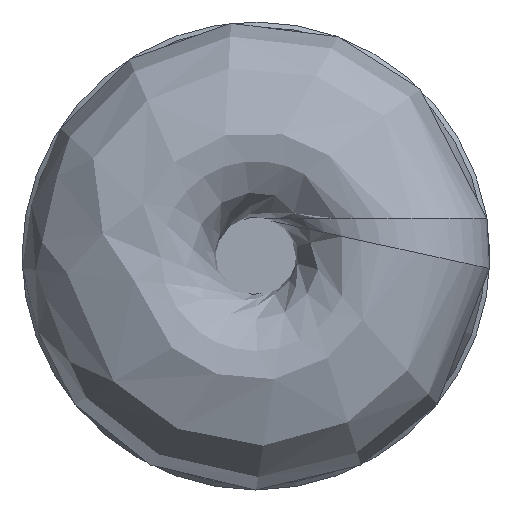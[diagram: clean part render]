
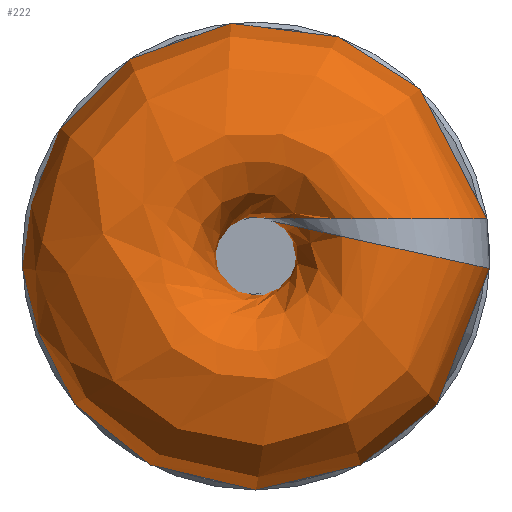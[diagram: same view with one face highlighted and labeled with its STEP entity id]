
A CAD part, left-side view. The second image highlights one B-rep face of the part: STEP entity #222.
In plain terms, the highlighted free-form (B-spline) face has degree [3, 3] with [7, 7] control points.
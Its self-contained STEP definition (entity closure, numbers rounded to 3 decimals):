
#222=ADVANCED_FACE('',(#247,#248),#244,.F.);
#244=(
BOUNDED_SURFACE()
B_SPLINE_SURFACE(3,3,((#585,#586,#587,#588,#589,#590,#591),(#592,#593,#594,
#595,#596,#597,#598),(#599,#600,#601,#602,#603,#604,#605),(#606,#607,#608,
#609,#610,#611,#612),(#613,#614,#615,#616,#617,#618,#619),(#620,#621,#622,
#623,#624,#625,#626),(#627,#628,#629,#630,#631,#632,#633)),
 .UNSPECIFIED.,.T.,.F.,.F.)
B_SPLINE_SURFACE_WITH_KNOTS((1,3,3,3,1),(4,3,4),(-0.5,0.,0.5,1.,1.5),(0.,
0.5,1.),.UNSPECIFIED.)
GEOMETRIC_REPRESENTATION_ITEM()
RATIONAL_B_SPLINE_SURFACE(((1.,0.369,0.369,1.,0.369,
0.369,1.),(0.333,0.123,0.123,
0.333,0.123,0.123,0.333),
(0.333,0.123,0.123,0.333,
0.123,0.123,0.333),(1.,0.369,
0.369,1.,0.369,0.369,1.),(0.333,
0.123,0.123,0.333,0.123,
0.123,0.333),(0.333,0.123,
0.123,0.333,0.123,0.123,
0.333),(1.,0.369,0.369,1.,0.369,
0.369,1.)))
REPRESENTATION_ITEM('')
SURFACE()
);
#247=FACE_BOUND('',#287,.T.);
#248=FACE_BOUND('',#288,.T.);
#287=EDGE_LOOP('',(#329));
#288=EDGE_LOOP('',(#330));
#329=ORIENTED_EDGE('',*,*,#391,.T.);
#330=ORIENTED_EDGE('',*,*,#390,.F.);
#369=VERTEX_POINT('',#554);
#370=VERTEX_POINT('',#556);
#390=EDGE_CURVE('',#369,#369,#411,.T.);
#391=EDGE_CURVE('',#370,#370,#412,.T.);
#411=CIRCLE('',#433,6.);
#412=CIRCLE('',#434,6.);
#433=AXIS2_PLACEMENT_3D('',#553,#473,#474);
#434=AXIS2_PLACEMENT_3D('',#555,#475,#476);
#473=DIRECTION('',(0.,-0.213,0.977));
#474=DIRECTION('',(1.,0.,0.));
#475=DIRECTION('',(0.,0.,1.));
#476=DIRECTION('',(1.,0.,0.));
#553=CARTESIAN_POINT('',(6.,-6.62,0.605));
#554=CARTESIAN_POINT('',(12.,-6.62,0.605));
#555=CARTESIAN_POINT('',(6.,-6.339,2.));
#556=CARTESIAN_POINT('',(12.,-6.339,2.));
#585=CARTESIAN_POINT('',(12.,-6.62,0.605));
#586=CARTESIAN_POINT('',(12.,-7.712,-11.336));
#587=CARTESIAN_POINT('',(12.,4.154,-13.066));
#588=CARTESIAN_POINT('',(12.,6.517,-1.31));
#589=CARTESIAN_POINT('',(12.,8.88,10.445));
#590=CARTESIAN_POINT('',(12.,-2.732,13.435));
#591=CARTESIAN_POINT('',(12.,-6.339,2.));
#592=CARTESIAN_POINT('',(12.,5.105,3.159));
#593=CARTESIAN_POINT('',(12.,-0.592,12.368));
#594=CARTESIAN_POINT('',(12.,-10.094,7.172));
#595=CARTESIAN_POINT('',(12.,-5.414,-2.594));
#596=CARTESIAN_POINT('',(12.,-0.735,-12.36));
#597=CARTESIAN_POINT('',(12.,9.268,-8.211));
#598=CARTESIAN_POINT('',(12.,5.661,2.));
#599=CARTESIAN_POINT('',(0.,5.105,3.159));
#600=CARTESIAN_POINT('',(0.,-0.592,12.368));
#601=CARTESIAN_POINT('',(0.,-10.094,7.172));
#602=CARTESIAN_POINT('',(0.,-5.414,-2.594));
#603=CARTESIAN_POINT('',(0.,-0.735,-12.36));
#604=CARTESIAN_POINT('',(0.,9.268,-8.211));
#605=CARTESIAN_POINT('',(0.,5.661,2.));
#606=CARTESIAN_POINT('',(0.,-6.62,0.605));
#607=CARTESIAN_POINT('',(0.,-7.712,-11.336));
#608=CARTESIAN_POINT('',(0.,4.154,-13.066));
#609=CARTESIAN_POINT('',(0.,6.517,-1.31));
#610=CARTESIAN_POINT('',(0.,8.88,10.445));
#611=CARTESIAN_POINT('',(0.,-2.732,13.435));
#612=CARTESIAN_POINT('',(0.,-6.339,2.));
#613=CARTESIAN_POINT('',(0.,-18.345,-1.948));
#614=CARTESIAN_POINT('',(0.,-14.832,-35.039));
#615=CARTESIAN_POINT('',(0.,18.401,-33.304));
#616=CARTESIAN_POINT('',(0.,18.448,-0.026));
#617=CARTESIAN_POINT('',(0.,18.495,33.251));
#618=CARTESIAN_POINT('',(0.,-14.732,35.081));
#619=CARTESIAN_POINT('',(0.,-18.339,2.));
#620=CARTESIAN_POINT('',(12.,-18.345,-1.948));
#621=CARTESIAN_POINT('',(12.,-14.832,-35.039));
#622=CARTESIAN_POINT('',(12.,18.401,-33.304));
#623=CARTESIAN_POINT('',(12.,18.448,-0.026));
#624=CARTESIAN_POINT('',(12.,18.495,33.251));
#625=CARTESIAN_POINT('',(12.,-14.732,35.081));
#626=CARTESIAN_POINT('',(12.,-18.339,2.));
#627=CARTESIAN_POINT('',(12.,-6.62,0.605));
#628=CARTESIAN_POINT('',(12.,-7.712,-11.336));
#629=CARTESIAN_POINT('',(12.,4.154,-13.066));
#630=CARTESIAN_POINT('',(12.,6.517,-1.31));
#631=CARTESIAN_POINT('',(12.,8.88,10.445));
#632=CARTESIAN_POINT('',(12.,-2.732,13.435));
#633=CARTESIAN_POINT('',(12.,-6.339,2.));
